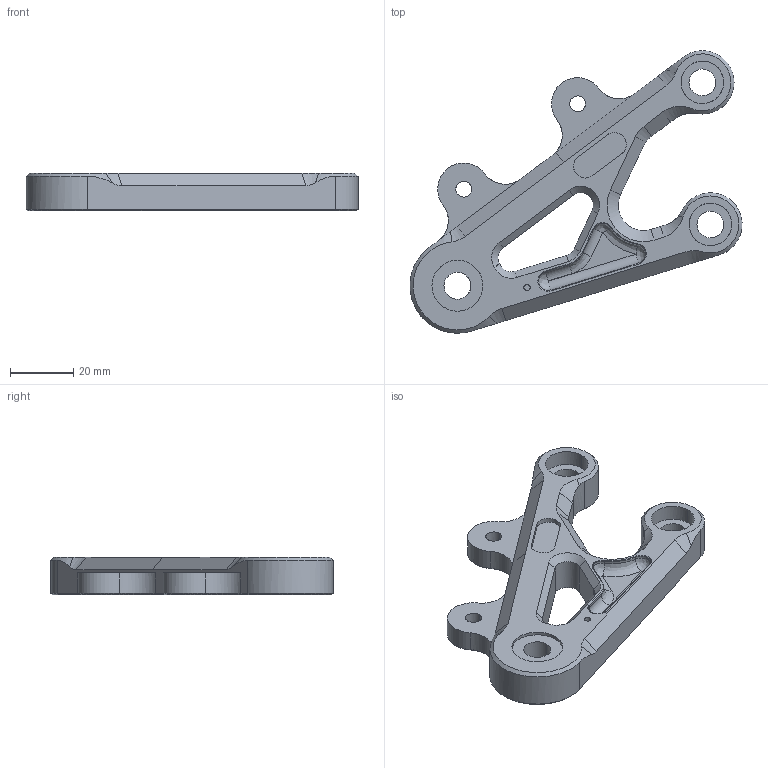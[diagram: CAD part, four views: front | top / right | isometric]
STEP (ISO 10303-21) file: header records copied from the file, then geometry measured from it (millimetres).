
FILE_DESCRIPTION(/* description */ (''),/* implementation_level */ '2;1');
FILE_NAME(/* name */ 'SUPPPE~2',/* time_stamp */ '2022-09-20T17:08:19+02:00',/* author */ (''),/* organization */ (''),/* preprocessor_version */ 'ST-DEVELOPER v16.5',/* originating_system */ '',/* authorisation */ '');
FILE_SCHEMA (('AUTOMOTIVE_DESIGN_CC2'));
Length unit declared in the file: millimetre
Products named in the file (1): Document
Bounding box: 104.98 x 89.3 x 12 mm (x, y, z)
Volume: 40806.5 mm3; surface area: 14699.2 mm2
Topology: 1 solids, 1 shells, 130 faces, 323 edges, 208 vertices
Faces by surface type: bspline 130
Entity records: 8983 total; most frequent: CARTESIAN_POINT 5003, B_SPLINE_CURVE_WITH_KNOTS 727, ORIENTED_EDGE 634, PCURVE 634, DEFINITIONAL_REPRESENTATION 634, SURFACE_CURVE 317, EDGE_CURVE 317, VERTEX_POINT 196
